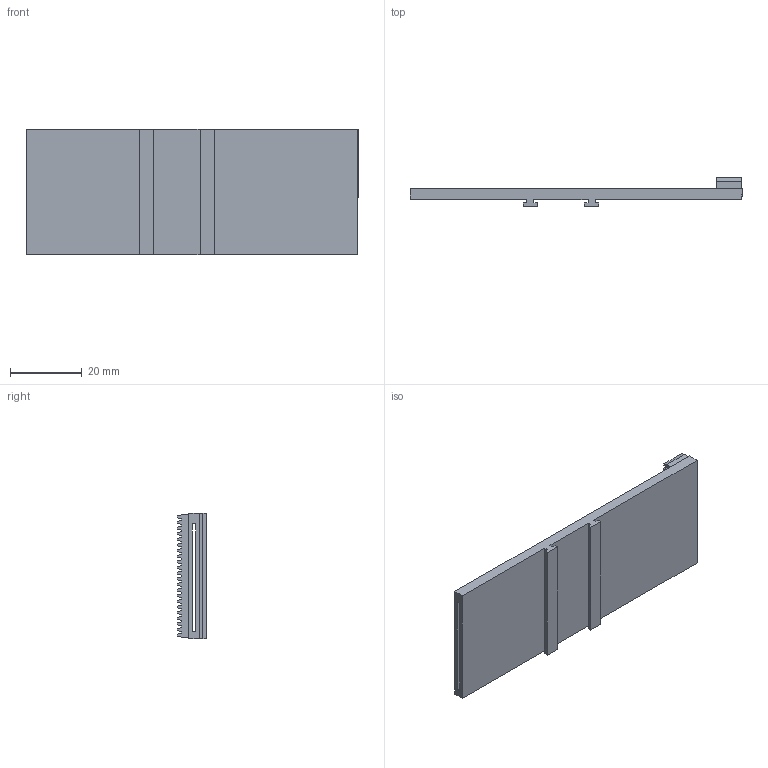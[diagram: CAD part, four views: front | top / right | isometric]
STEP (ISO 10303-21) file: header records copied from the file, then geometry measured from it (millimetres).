
FILE_DESCRIPTION(/* description */ (''),/* implementation_level */ '2;1');
FILE_NAME(/* name */ 'carriage-front-2.step',/* time_stamp */ '2025-03-30T17:24:51+03:00',/* author */ (''),/* organization */ (''),/* preprocessor_version */ 'ST-DEVELOPER v20',/* originating_system */ 'Autodesk Translation Framework v13.20.0.188',/* authorisation */ '');
FILE_SCHEMA (('AUTOMOTIVE_DESIGN { 1 0 10303 214 3 1 1 }'));
Length unit declared in the file: millimetre
Products named in the file (3): karetkaFront2; Component3; Component4
Assembly tree (2 placements, depth 2):
  karetkaFront2
    Component3
    Component4
Bounding box: 92.5 x 8.12 x 35 mm (x, y, z)
Volume: 7799.5 mm3; surface area: 14630.5 mm2
Topology: 2 solids, 2 shells, 121 faces, 354 edges, 236 vertices
Faces by surface type: plane 121
Entity records: 4021 total; most frequent: CARTESIAN_POINT 716, ORIENTED_EDGE 708, DIRECTION 606, LINE 354, VECTOR 354, EDGE_CURVE 354, VERTEX_POINT 236, AXIS2_PLACEMENT_3D 126
